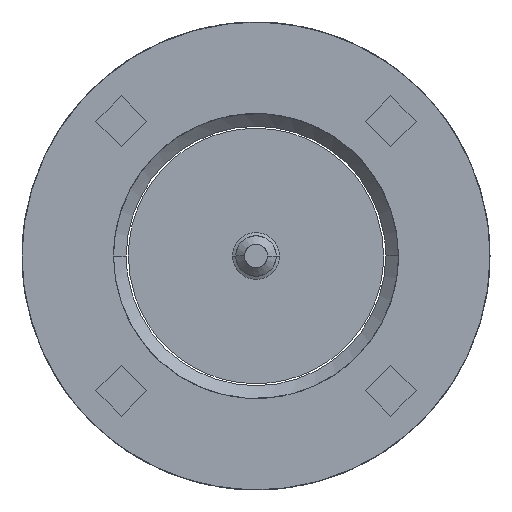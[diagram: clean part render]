
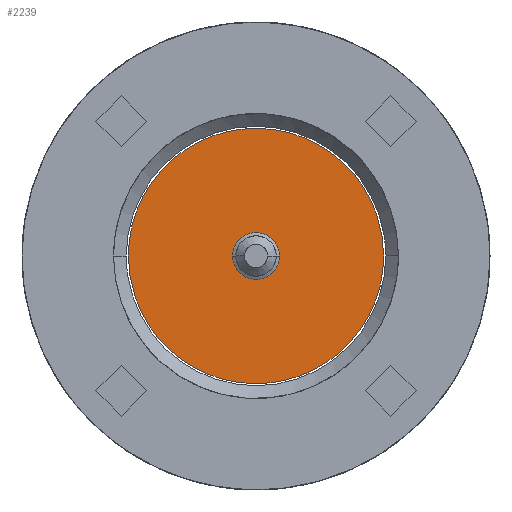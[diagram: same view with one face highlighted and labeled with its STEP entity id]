
A CAD part, left-side view. The second image highlights one B-rep face of the part: STEP entity #2239.
In plain terms, the highlighted planar face has unit normal (-1, 0, 0).
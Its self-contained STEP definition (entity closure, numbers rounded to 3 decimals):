
#16=PLANE('',#2651);
#639=ORIENTED_EDGE('',*,*,#1011,.T.);
#640=ORIENTED_EDGE('',*,*,#1012,.T.);
#641=ORIENTED_EDGE('',*,*,#1013,.T.);
#642=ORIENTED_EDGE('',*,*,#1014,.T.);
#1011=EDGE_CURVE('',#1383,#1384,#1755,.T.);
#1012=EDGE_CURVE('',#1384,#1383,#1756,.T.);
#1013=EDGE_CURVE('',#1385,#1386,#1757,.T.);
#1014=EDGE_CURVE('',#1386,#1385,#1758,.T.);
#1383=VERTEX_POINT('',#3938);
#1384=VERTEX_POINT('',#3939);
#1385=VERTEX_POINT('',#3974);
#1386=VERTEX_POINT('',#3975);
#1755=B_SPLINE_CURVE_WITH_KNOTS('',2,(#3921,#3922,#3923,#3924,#3925,#3926,
#3927,#3928,#3929,#3930,#3931,#3932,#3933,#3934,#3935,#3936,#3937),
 .UNSPECIFIED.,.F.,.F.,(3,2,2,2,2,2,2,2,3),(0.,0.125,0.25,0.375,0.5,0.625,
0.75,0.875,1.),.UNSPECIFIED.);
#1756=B_SPLINE_CURVE_WITH_KNOTS('',2,(#3940,#3941,#3942,#3943,#3944,#3945,
#3946,#3947,#3948,#3949,#3950,#3951,#3952,#3953,#3954,#3955,#3956),
 .UNSPECIFIED.,.F.,.F.,(3,2,2,2,2,2,2,2,3),(0.,0.125,0.25,0.375,0.5,0.625,
0.75,0.875,1.),.UNSPECIFIED.);
#1757=B_SPLINE_CURVE_WITH_KNOTS('',2,(#3957,#3958,#3959,#3960,#3961,#3962,
#3963,#3964,#3965,#3966,#3967,#3968,#3969,#3970,#3971,#3972,#3973),
 .UNSPECIFIED.,.F.,.F.,(3,2,2,2,2,2,2,2,3),(0.,0.125,0.25,0.375,0.5,0.625,
0.75,0.875,1.),.UNSPECIFIED.);
#1758=B_SPLINE_CURVE_WITH_KNOTS('',2,(#3976,#3977,#3978,#3979,#3980,#3981,
#3982,#3983,#3984,#3985,#3986,#3987,#3988,#3989,#3990,#3991,#3992),
 .UNSPECIFIED.,.F.,.F.,(3,2,2,2,2,2,2,2,3),(0.,0.125,0.25,0.375,0.5,0.625,
0.75,0.875,1.),.UNSPECIFIED.);
#2046=EDGE_LOOP('',(#639,#640));
#2047=EDGE_LOOP('',(#641,#642));
#2135=FACE_BOUND('',#2046,.T.);
#2136=FACE_BOUND('',#2047,.T.);
#2239=ADVANCED_FACE('',(#2135,#2136),#16,.T.);
#2651=AXIS2_PLACEMENT_3D('',#3920,#2855,#2856);
#2855=DIRECTION('',(-1.,0.,0.));
#2856=DIRECTION('',(0.,0.,1.));
#3920=CARTESIAN_POINT('',(-13.31,0.,0.));
#3921=CARTESIAN_POINT('',(-13.31,3.,0.));
#3922=CARTESIAN_POINT('',(-13.31,3.,-0.596));
#3923=CARTESIAN_POINT('',(-13.31,2.772,-1.148));
#3924=CARTESIAN_POINT('',(-13.31,2.544,-1.699));
#3925=CARTESIAN_POINT('',(-13.31,2.121,-2.121));
#3926=CARTESIAN_POINT('',(-13.31,1.7,-2.543));
#3927=CARTESIAN_POINT('',(-13.31,1.148,-2.772));
#3928=CARTESIAN_POINT('',(-13.31,0.597,-3.));
#3929=CARTESIAN_POINT('',(-13.31,0.,-3.));
#3930=CARTESIAN_POINT('',(-13.31,-0.596,-3.));
#3931=CARTESIAN_POINT('',(-13.31,-1.148,-2.772));
#3932=CARTESIAN_POINT('',(-13.31,-1.699,-2.544));
#3933=CARTESIAN_POINT('',(-13.31,-2.121,-2.121));
#3934=CARTESIAN_POINT('',(-13.31,-2.543,-1.7));
#3935=CARTESIAN_POINT('',(-13.31,-2.772,-1.148));
#3936=CARTESIAN_POINT('',(-13.31,-3.,-0.597));
#3937=CARTESIAN_POINT('',(-13.31,-3.,0.));
#3938=CARTESIAN_POINT('',(-13.31,3.,0.));
#3939=CARTESIAN_POINT('',(-13.31,-3.,0.));
#3940=CARTESIAN_POINT('',(-13.31,-3.,0.));
#3941=CARTESIAN_POINT('',(-13.31,-3.,0.596));
#3942=CARTESIAN_POINT('',(-13.31,-2.772,1.148));
#3943=CARTESIAN_POINT('',(-13.31,-2.544,1.699));
#3944=CARTESIAN_POINT('',(-13.31,-2.121,2.121));
#3945=CARTESIAN_POINT('',(-13.31,-1.7,2.543));
#3946=CARTESIAN_POINT('',(-13.31,-1.148,2.772));
#3947=CARTESIAN_POINT('',(-13.31,-0.597,3.));
#3948=CARTESIAN_POINT('',(-13.31,0.,3.));
#3949=CARTESIAN_POINT('',(-13.31,0.596,3.));
#3950=CARTESIAN_POINT('',(-13.31,1.148,2.772));
#3951=CARTESIAN_POINT('',(-13.31,1.699,2.544));
#3952=CARTESIAN_POINT('',(-13.31,2.121,2.121));
#3953=CARTESIAN_POINT('',(-13.31,2.543,1.7));
#3954=CARTESIAN_POINT('',(-13.31,2.772,1.148));
#3955=CARTESIAN_POINT('',(-13.31,3.,0.597));
#3956=CARTESIAN_POINT('',(-13.31,3.,0.));
#3957=CARTESIAN_POINT('',(-13.31,-0.55,0.));
#3958=CARTESIAN_POINT('',(-13.31,-0.55,-0.109));
#3959=CARTESIAN_POINT('',(-13.31,-0.508,-0.21));
#3960=CARTESIAN_POINT('',(-13.31,-0.467,-0.311));
#3961=CARTESIAN_POINT('',(-13.31,-0.389,-0.389));
#3962=CARTESIAN_POINT('',(-13.31,-0.312,-0.466));
#3963=CARTESIAN_POINT('',(-13.31,-0.21,-0.508));
#3964=CARTESIAN_POINT('',(-13.31,-0.11,-0.55));
#3965=CARTESIAN_POINT('',(-13.31,0.,-0.55));
#3966=CARTESIAN_POINT('',(-13.31,0.109,-0.55));
#3967=CARTESIAN_POINT('',(-13.31,0.21,-0.508));
#3968=CARTESIAN_POINT('',(-13.31,0.311,-0.467));
#3969=CARTESIAN_POINT('',(-13.31,0.389,-0.389));
#3970=CARTESIAN_POINT('',(-13.31,0.466,-0.312));
#3971=CARTESIAN_POINT('',(-13.31,0.508,-0.21));
#3972=CARTESIAN_POINT('',(-13.31,0.55,-0.11));
#3973=CARTESIAN_POINT('',(-13.31,0.55,0.));
#3974=CARTESIAN_POINT('',(-13.31,-0.55,0.));
#3975=CARTESIAN_POINT('',(-13.31,0.55,0.));
#3976=CARTESIAN_POINT('',(-13.31,0.55,0.));
#3977=CARTESIAN_POINT('',(-13.31,0.55,0.109));
#3978=CARTESIAN_POINT('',(-13.31,0.508,0.21));
#3979=CARTESIAN_POINT('',(-13.31,0.467,0.311));
#3980=CARTESIAN_POINT('',(-13.31,0.389,0.389));
#3981=CARTESIAN_POINT('',(-13.31,0.312,0.466));
#3982=CARTESIAN_POINT('',(-13.31,0.21,0.508));
#3983=CARTESIAN_POINT('',(-13.31,0.11,0.55));
#3984=CARTESIAN_POINT('',(-13.31,0.,0.55));
#3985=CARTESIAN_POINT('',(-13.31,-0.109,0.55));
#3986=CARTESIAN_POINT('',(-13.31,-0.21,0.508));
#3987=CARTESIAN_POINT('',(-13.31,-0.311,0.467));
#3988=CARTESIAN_POINT('',(-13.31,-0.389,0.389));
#3989=CARTESIAN_POINT('',(-13.31,-0.466,0.312));
#3990=CARTESIAN_POINT('',(-13.31,-0.508,0.21));
#3991=CARTESIAN_POINT('',(-13.31,-0.55,0.11));
#3992=CARTESIAN_POINT('',(-13.31,-0.55,0.));
